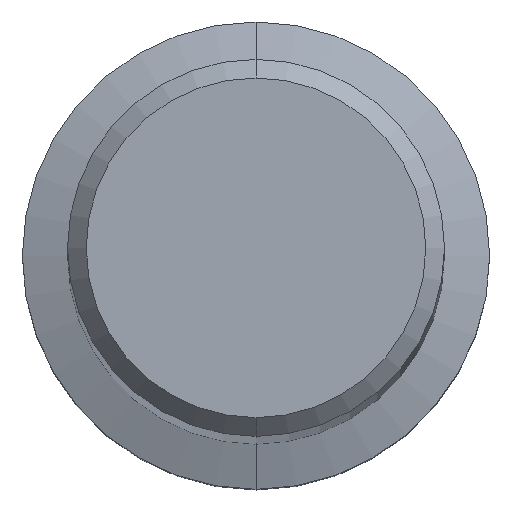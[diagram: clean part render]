
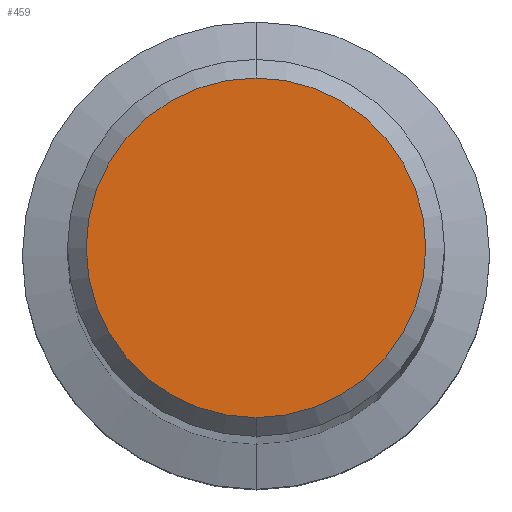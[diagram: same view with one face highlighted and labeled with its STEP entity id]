
A CAD part, top view. The second image highlights one B-rep face of the part: STEP entity #459.
In plain terms, the highlighted planar face has unit normal (0, 0, 1).
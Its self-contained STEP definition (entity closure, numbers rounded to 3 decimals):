
#211=EDGE_CURVE('',#417,#361,#567,.T.);
#361=VERTEX_POINT('',#735);
#417=VERTEX_POINT('',#799);
#459=ADVANCED_FACE('',(#846),#847,.T.);
#517=EDGE_CURVE('',#361,#417,#907,.T.);
#567=CIRCLE('',#974,5.45);
#735=CARTESIAN_POINT('',(0.0,5.45,0.0));
#799=CARTESIAN_POINT('',(0.,-5.45,0.0));
#846=FACE_OUTER_BOUND('',#1529,.T.);
#847=PLANE('',#1530);
#907=CIRCLE('',#1666,5.45);
#974=AXIS2_PLACEMENT_3D('',#1704,#1705,#1706);
#1529=EDGE_LOOP('',(#2036,#2037));
#1530=AXIS2_PLACEMENT_3D('',#2038,#2039,#2040);
#1666=AXIS2_PLACEMENT_3D('',#2088,#2089,#2090);
#1704=CARTESIAN_POINT('',(0.0,0.0,0.0));
#1705=DIRECTION('',(0.0,0.0,-1.0));
#1706=DIRECTION('',(0.0,1.0,0.0));
#2036=ORIENTED_EDGE('',*,*,#517,.F.);
#2037=ORIENTED_EDGE('',*,*,#211,.F.);
#2038=CARTESIAN_POINT('',(0.0,2.725,0.0));
#2039=DIRECTION('',(-0.0,0.0,1.0));
#2040=DIRECTION('',(0.0,-1.0,0.0));
#2088=CARTESIAN_POINT('',(0.0,0.0,0.0));
#2089=DIRECTION('',(0.0,0.0,-1.0));
#2090=DIRECTION('',(0.0,1.0,0.0));
